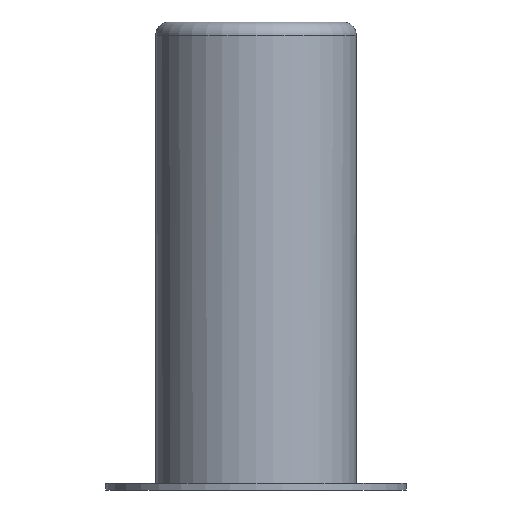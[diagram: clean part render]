
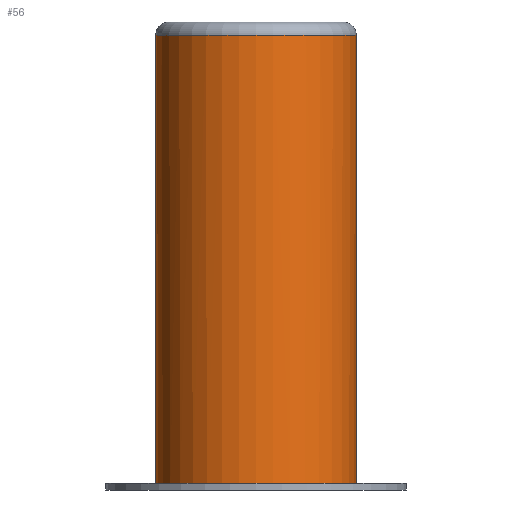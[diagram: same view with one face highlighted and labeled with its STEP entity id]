
A CAD part, left-side view. The second image highlights one B-rep face of the part: STEP entity #56.
In plain terms, the highlighted cylindrical face has radius 7.5 mm (diameter 15 mm), a full revolution.
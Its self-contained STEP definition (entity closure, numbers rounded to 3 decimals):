
#56 = ADVANCED_FACE( '', ( #116, #117 ), #118, .T. );
#116 = FACE_OUTER_BOUND( '', #177, .T. );
#117 = FACE_OUTER_BOUND( '', #178, .T. );
#118 = CYLINDRICAL_SURFACE( '', #179, 7.5 );
#177 = EDGE_LOOP( '', ( #266 ) );
#178 = EDGE_LOOP( '', ( #267, #268, #269, #270 ) );
#179 = AXIS2_PLACEMENT_3D( '', #271, #272, #273 );
#266 = ORIENTED_EDGE( '', *, *, #357, .T. );
#267 = ORIENTED_EDGE( '', *, *, #335, .T. );
#268 = ORIENTED_EDGE( '', *, *, #358, .T. );
#269 = ORIENTED_EDGE( '', *, *, #359, .T. );
#270 = ORIENTED_EDGE( '', *, *, #327, .T. );
#271 = CARTESIAN_POINT( '', ( 0., 0., 57.15 ) );
#272 = DIRECTION( '', ( 0., 0., -1. ) );
#273 = DIRECTION( '', ( 1., 0., 0. ) );
#327 = EDGE_CURVE( '', #372, #373, #374, .F. );
#335 = EDGE_CURVE( '', #373, #385, #387, .T. );
#357 = EDGE_CURVE( '', #420, #420, #421, .F. );
#358 = EDGE_CURVE( '', #385, #422, #423, .T. );
#359 = EDGE_CURVE( '', #422, #372, #424, .T. );
#372 = VERTEX_POINT( '', #438 );
#373 = VERTEX_POINT( '', #439 );
#374 = LINE( '', #440, #441 );
#385 = VERTEX_POINT( '', #456 );
#387 = CIRCLE( '', #459, 7.5 );
#420 = VERTEX_POINT( '', #501 );
#421 = CIRCLE( '', #502, 7.5 );
#422 = VERTEX_POINT( '', #503 );
#423 = LINE( '', #504, #505 );
#424 = B_SPLINE_CURVE_WITH_KNOTS( '', 3, ( #506, #507, #508, #509, #510, #511, #512, #513, #514, #515, #516, #517, #518, #519, #520, #521, #522, #523, #524, #525, #526, #527, #528, #529, #530, #531, #532, #533, #534, #535 ), .UNSPECIFIED., .F., .F., ( 4, 2, 2, 2, 2, 2, 2, 2, 2, 2, 2, 2, 2, 2, 4 ), ( 0., 0.001, 0.001, 0.002, 0.002, 0.004, 0.004, 0.005, 0.005, 0.006, 0.007, 0.007, 0.008, 0.009, 0.009 ), .UNSPECIFIED. );
#438 = CARTESIAN_POINT( '', ( 6.874, 3., 9.75 ) );
#439 = CARTESIAN_POINT( '', ( 6.874, 3., -17.25 ) );
#440 = CARTESIAN_POINT( '', ( 6.874, 3., 57.15 ) );
#441 = VECTOR( '', #551, 1000. );
#456 = CARTESIAN_POINT( '', ( 6.874, -3., -17.25 ) );
#459 = AXIS2_PLACEMENT_3D( '', #560, #561, #562 );
#501 = CARTESIAN_POINT( '', ( 7.5, 0., 16.25 ) );
#502 = AXIS2_PLACEMENT_3D( '', #587, #588, #589 );
#503 = CARTESIAN_POINT( '', ( 6.874, -3., 9.75 ) );
#504 = CARTESIAN_POINT( '', ( 6.874, -3., 57.15 ) );
#505 = VECTOR( '', #590, 1000. );
#506 = CARTESIAN_POINT( '', ( 6.874, -3., 9.75 ) );
#507 = CARTESIAN_POINT( '', ( 6.874, -3., 9.95 ) );
#508 = CARTESIAN_POINT( '', ( 6.883, -2.98, 10.147 ) );
#509 = CARTESIAN_POINT( '', ( 6.916, -2.903, 10.533 ) );
#510 = CARTESIAN_POINT( '', ( 6.94, -2.844, 10.724 ) );
#511 = CARTESIAN_POINT( '', ( 7., -2.693, 11.086 ) );
#512 = CARTESIAN_POINT( '', ( 7.035, -2.601, 11.258 ) );
#513 = CARTESIAN_POINT( '', ( 7.112, -2.384, 11.582 ) );
#514 = CARTESIAN_POINT( '', ( 7.153, -2.259, 11.734 ) );
#515 = CARTESIAN_POINT( '', ( 7.274, -1.849, 12.144 ) );
#516 = CARTESIAN_POINT( '', ( 7.354, -1.518, 12.367 ) );
#517 = CARTESIAN_POINT( '', ( 7.438, -0.978, 12.593 ) );
#518 = CARTESIAN_POINT( '', ( 7.461, -0.787, 12.652 ) );
#519 = CARTESIAN_POINT( '', ( 7.492, -0.398, 12.73 ) );
#520 = CARTESIAN_POINT( '', ( 7.5, -0.2, 12.75 ) );
#521 = CARTESIAN_POINT( '', ( 7.5, 0.2, 12.75 ) );
#522 = CARTESIAN_POINT( '', ( 7.492, 0.397, 12.73 ) );
#523 = CARTESIAN_POINT( '', ( 7.462, 0.783, 12.653 ) );
#524 = CARTESIAN_POINT( '', ( 7.439, 0.975, 12.594 ) );
#525 = CARTESIAN_POINT( '', ( 7.382, 1.337, 12.443 ) );
#526 = CARTESIAN_POINT( '', ( 7.349, 1.509, 12.35 ) );
#527 = CARTESIAN_POINT( '', ( 7.274, 1.833, 12.133 ) );
#528 = CARTESIAN_POINT( '', ( 7.234, 1.985, 12.008 ) );
#529 = CARTESIAN_POINT( '', ( 7.113, 2.395, 11.597 ) );
#530 = CARTESIAN_POINT( '', ( 7.03, 2.617, 11.267 ) );
#531 = CARTESIAN_POINT( '', ( 6.941, 2.843, 10.727 ) );
#532 = CARTESIAN_POINT( '', ( 6.916, 2.902, 10.537 ) );
#533 = CARTESIAN_POINT( '', ( 6.883, 2.98, 10.148 ) );
#534 = CARTESIAN_POINT( '', ( 6.874, 3., 9.95 ) );
#535 = CARTESIAN_POINT( '', ( 6.874, 3., 9.75 ) );
#551 = DIRECTION( '', ( 0., 0., 1. ) );
#560 = CARTESIAN_POINT( '', ( 0., 0., -17.25 ) );
#561 = DIRECTION( '', ( 0., 0., 1. ) );
#562 = DIRECTION( '', ( 1., 0., 0. ) );
#587 = CARTESIAN_POINT( '', ( 0., 0., 16.25 ) );
#588 = DIRECTION( '', ( 0., 0., 1. ) );
#589 = DIRECTION( '', ( 1., 0., 0. ) );
#590 = DIRECTION( '', ( 0., 0., 1. ) );
